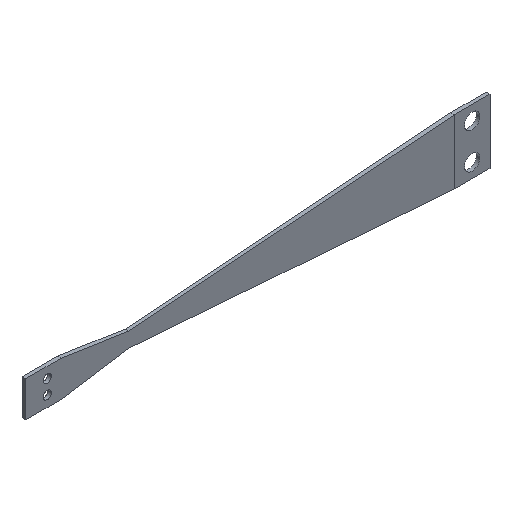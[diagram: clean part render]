
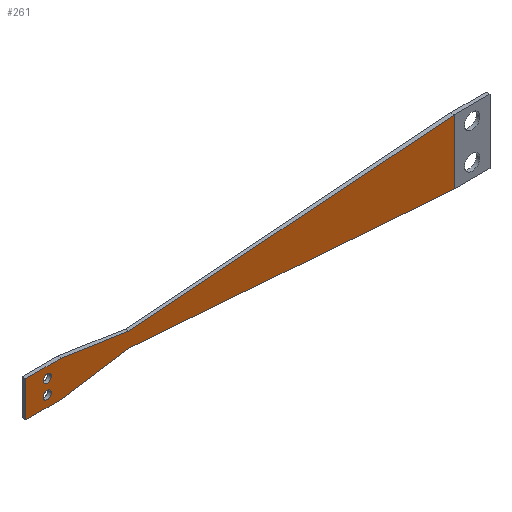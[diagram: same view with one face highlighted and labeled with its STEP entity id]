
A CAD part, isometric view. The second image highlights one B-rep face of the part: STEP entity #261.
In plain terms, the highlighted planar face has unit normal (0, -1, 0).
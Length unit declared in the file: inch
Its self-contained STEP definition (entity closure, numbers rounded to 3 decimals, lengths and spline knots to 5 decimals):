
#1 = CARTESIAN_POINT ( 'NONE',  ( -4.87761, -0.03937, 0.43283 ) ) ;
#2 = CIRCLE ( 'NONE', #3, 0.0445 ) ;
#3 = AXIS2_PLACEMENT_3D ( 'NONE', #1, #4, #7 ) ;
#4 = DIRECTION ( 'NONE',  ( 0., -1., 0. ) ) ;
#5 = CARTESIAN_POINT ( 'NONE',  ( -4.83311, -0.03937, 0.43283 ) ) ;
#6 = CARTESIAN_POINT ( 'NONE',  ( -4.92211, -0.03937, 0.43283 ) ) ;
#7 = DIRECTION ( 'NONE',  ( 1., 0., 0. ) ) ;
#120 = CARTESIAN_POINT ( 'NONE',  ( -4.72391, -0.03937, 0.15748 ) ) ;
#121 = CARTESIAN_POINT ( 'NONE',  ( -3.9806, -0.03937, 0.43677 ) ) ;
#137 = DIRECTION ( 'NONE',  ( 0., 0., -1. ) ) ;
#138 = VECTOR ( 'NONE', #137, 39.37008 ) ;
#139 = CARTESIAN_POINT ( 'NONE',  ( -5.11761, -0.03937, 0.70866 ) ) ;
#140 = LINE ( 'NONE', #139, #138 ) ;
#160 = CARTESIAN_POINT ( 'NONE',  ( -4.83311, -0.03937, 0.27583 ) ) ;
#161 = CARTESIAN_POINT ( 'NONE',  ( -4.92211, -0.03937, 0.27583 ) ) ;
#166 = AXIS2_PLACEMENT_3D ( 'NONE', #184, #174, #176 ) ;
#169 = CIRCLE ( 'NONE', #166, 0.0445 ) ;
#174 = DIRECTION ( 'NONE',  ( 0., -1., 0. ) ) ;
#176 = DIRECTION ( 'NONE',  ( 1., 0., 0. ) ) ;
#184 = CARTESIAN_POINT ( 'NONE',  ( -4.87761, -0.03937, 0.27583 ) ) ;
#250 = EDGE_LOOP ( 'NONE', ( #265, #264 ) ) ;
#251 = ORIENTED_EDGE ( 'NONE', *, *, #346, .T. ) ;
#255 = EDGE_CURVE ( 'NONE', #428, #429, #562, .T. ) ;
#256 = VERTEX_POINT ( 'NONE', #569 ) ;
#259 = EDGE_CURVE ( 'NONE', #397, #396, #568, .T. ) ;
#260 = ORIENTED_EDGE ( 'NONE', *, *, #255, .F. ) ;
#261 = ADVANCED_FACE ( 'NONE', ( #563, #524, #527 ), #498, .T. ) ;
#263 = ORIENTED_EDGE ( 'NONE', *, *, #430, .F. ) ;
#264 = ORIENTED_EDGE ( 'NONE', *, *, #259, .F. ) ;
#265 = ORIENTED_EDGE ( 'NONE', *, *, #399, .F. ) ;
#266 = EDGE_CURVE ( 'NONE', #267, #268, #529, .T. ) ;
#267 = VERTEX_POINT ( 'NONE', #466 ) ;
#268 = VERTEX_POINT ( 'NONE', #465 ) ;
#269 = EDGE_LOOP ( 'NONE', ( #270, #277, #345, #251, #366, #351, #349, #348 ) ) ;
#270 = ORIENTED_EDGE ( 'NONE', *, *, #266, .F. ) ;
#273 = VERTEX_POINT ( 'NONE', #525 ) ;
#276 = VERTEX_POINT ( 'NONE', #558 ) ;
#277 = ORIENTED_EDGE ( 'NONE', *, *, #278, .T. ) ;
#278 = EDGE_CURVE ( 'NONE', #267, #368, #556, .T. ) ;
#279 = EDGE_CURVE ( 'NONE', #354, #268, #555, .T. ) ;
#342 = EDGE_CURVE ( 'NONE', #368, #256, #643, .T. ) ;
#345 = ORIENTED_EDGE ( 'NONE', *, *, #342, .T. ) ;
#346 = EDGE_CURVE ( 'NONE', #256, #273, #686, .T. ) ;
#348 = ORIENTED_EDGE ( 'NONE', *, *, #279, .T. ) ;
#349 = ORIENTED_EDGE ( 'NONE', *, *, #352, .T. ) ;
#350 = EDGE_CURVE ( 'NONE', #276, #371, #685, .T. ) ;
#351 = ORIENTED_EDGE ( 'NONE', *, *, #350, .T. ) ;
#352 = EDGE_CURVE ( 'NONE', #371, #354, #671, .T. ) ;
#354 = VERTEX_POINT ( 'NONE', #661 ) ;
#366 = ORIENTED_EDGE ( 'NONE', *, *, #369, .T. ) ;
#368 = VERTEX_POINT ( 'NONE', #121 ) ;
#369 = EDGE_CURVE ( 'NONE', #273, #276, #140, .T. ) ;
#370 = EDGE_LOOP ( 'NONE', ( #263, #260 ) ) ;
#371 = VERTEX_POINT ( 'NONE', #120 ) ;
#396 = VERTEX_POINT ( 'NONE', #6 ) ;
#397 = VERTEX_POINT ( 'NONE', #5 ) ;
#399 = EDGE_CURVE ( 'NONE', #396, #397, #2, .T. ) ;
#428 = VERTEX_POINT ( 'NONE', #160 ) ;
#429 = VERTEX_POINT ( 'NONE', #161 ) ;
#430 = EDGE_CURVE ( 'NONE', #429, #428, #169, .T. ) ;
#462 = DIRECTION ( 'NONE',  ( 0., 0., -1. ) ) ;
#463 = VECTOR ( 'NONE', #462, 39.37008 ) ;
#465 = CARTESIAN_POINT ( 'NONE',  ( -0.3937, -0.03937, 0. ) ) ;
#466 = CARTESIAN_POINT ( 'NONE',  ( -0.3937, -0.03937, 0.70866 ) ) ;
#467 = DIRECTION ( 'NONE',  ( 1., 0., 0. ) ) ;
#498 = PLANE ( 'NONE',  #588 ) ;
#505 = CARTESIAN_POINT ( 'NONE',  ( -4.87761, -0.03937, 0.27583 ) ) ;
#510 = DIRECTION ( 'NONE',  ( 1., 0., 0. ) ) ;
#515 = DIRECTION ( 'NONE',  ( 0.997, 0., -0.076 ) ) ;
#516 = VECTOR ( 'NONE', #515, 39.37008 ) ;
#518 = DIRECTION ( 'NONE',  ( -0.997, 0., -0.076 ) ) ;
#519 = VECTOR ( 'NONE', #518, 39.37008 ) ;
#520 = CARTESIAN_POINT ( 'NONE',  ( -2.76887, -0.03937, 0.52862 ) ) ;
#521 = DIRECTION ( 'NONE',  ( 0., -1., 0. ) ) ;
#522 = CARTESIAN_POINT ( 'NONE',  ( -4.87761, -0.03937, 0.43283 ) ) ;
#523 = AXIS2_PLACEMENT_3D ( 'NONE', #522, #521, #510 ) ;
#524 = FACE_BOUND ( 'NONE', #250, .T. ) ;
#525 = CARTESIAN_POINT ( 'NONE',  ( -5.11761, -0.03937, 0.55118 ) ) ;
#526 = CARTESIAN_POINT ( 'NONE',  ( -2.75566, -0.03937, 0.35433 ) ) ;
#527 = FACE_OUTER_BOUND ( 'NONE', #269, .T. ) ;
#528 = CARTESIAN_POINT ( 'NONE',  ( -0.3937, -0.03937, 0.70866 ) ) ;
#529 = LINE ( 'NONE', #528, #463 ) ;
#531 = DIRECTION ( 'NONE',  ( 1., 0., 0. ) ) ;
#532 = DIRECTION ( 'NONE',  ( 0., -1., 0. ) ) ;
#554 = CARTESIAN_POINT ( 'NONE',  ( -2.76887, -0.03937, 0.18004 ) ) ;
#555 = LINE ( 'NONE', #554, #516 ) ;
#556 = LINE ( 'NONE', #520, #519 ) ;
#558 = CARTESIAN_POINT ( 'NONE',  ( -5.11761, -0.03937, 0.15748 ) ) ;
#562 = CIRCLE ( 'NONE', #573, 0.0445 ) ;
#563 = FACE_BOUND ( 'NONE', #370, .T. ) ;
#568 = CIRCLE ( 'NONE', #523, 0.0445 ) ;
#569 = CARTESIAN_POINT ( 'NONE',  ( -4.72391, -0.03937, 0.55118 ) ) ;
#573 = AXIS2_PLACEMENT_3D ( 'NONE', #505, #532, #531 ) ;
#584 = DIRECTION ( 'NONE',  ( 0., -1., 0. ) ) ;
#588 = AXIS2_PLACEMENT_3D ( 'NONE', #526, #584, #467 ) ;
#634 = DIRECTION ( 'NONE',  ( 1., 0., 0. ) ) ;
#635 = CARTESIAN_POINT ( 'NONE',  ( -2.75566, -0.03937, 0.15748 ) ) ;
#642 = CARTESIAN_POINT ( 'NONE',  ( -2.77161, -0.03937, 0.25068 ) ) ;
#643 = LINE ( 'NONE', #642, #689 ) ;
#661 = CARTESIAN_POINT ( 'NONE',  ( -3.9806, -0.03937, 0.27189 ) ) ;
#662 = DIRECTION ( 'NONE',  ( 0.988, 0., 0.152 ) ) ;
#663 = VECTOR ( 'NONE', #662, 39.37008 ) ;
#670 = CARTESIAN_POINT ( 'NONE',  ( -2.77161, -0.03937, 0.45798 ) ) ;
#671 = LINE ( 'NONE', #670, #663 ) ;
#673 = VECTOR ( 'NONE', #634, 39.37008 ) ;
#676 = VECTOR ( 'NONE', #683, 39.37008 ) ;
#683 = DIRECTION ( 'NONE',  ( -1., 0., 0. ) ) ;
#684 = CARTESIAN_POINT ( 'NONE',  ( -2.75566, -0.03937, 0.55118 ) ) ;
#685 = LINE ( 'NONE', #635, #673 ) ;
#686 = LINE ( 'NONE', #684, #676 ) ;
#688 = DIRECTION ( 'NONE',  ( -0.988, 0., 0.152 ) ) ;
#689 = VECTOR ( 'NONE', #688, 39.37008 ) ;
